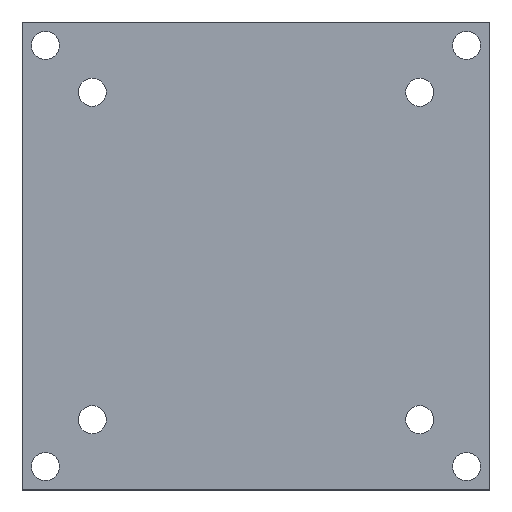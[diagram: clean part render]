
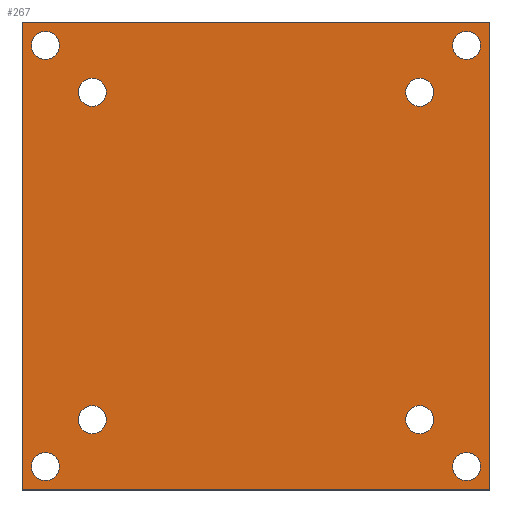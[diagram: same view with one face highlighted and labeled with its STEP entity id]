
A CAD part, top view. The second image highlights one B-rep face of the part: STEP entity #267.
In plain terms, the highlighted planar face has unit normal (0, 0, 1).
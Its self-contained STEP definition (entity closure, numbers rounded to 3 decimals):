
#19=LINE('',#423,#31);
#22=LINE('',#429,#34);
#25=LINE('',#435,#37);
#28=LINE('',#439,#40);
#31=VECTOR('',#355,50.);
#34=VECTOR('',#360,50.);
#37=VECTOR('',#365,50.);
#40=VECTOR('',#370,50.);
#45=PLANE('',#299);
#55=FACE_BOUND('',#106,.T.);
#56=FACE_BOUND('',#107,.T.);
#57=FACE_BOUND('',#108,.T.);
#58=FACE_BOUND('',#109,.T.);
#59=FACE_BOUND('',#110,.T.);
#60=FACE_BOUND('',#111,.T.);
#61=FACE_BOUND('',#112,.T.);
#62=FACE_BOUND('',#113,.T.);
#83=FACE_OUTER_BOUND('',#105,.T.);
#105=EDGE_LOOP('',(#223,#224,#225,#226));
#106=EDGE_LOOP('',(#227));
#107=EDGE_LOOP('',(#228));
#108=EDGE_LOOP('',(#229));
#109=EDGE_LOOP('',(#230));
#110=EDGE_LOOP('',(#231));
#111=EDGE_LOOP('',(#232));
#112=EDGE_LOOP('',(#233));
#113=EDGE_LOOP('',(#234));
#123=CIRCLE('',#272,1.5);
#125=CIRCLE('',#275,1.5);
#127=CIRCLE('',#278,1.5);
#129=CIRCLE('',#281,1.5);
#131=CIRCLE('',#284,1.5);
#133=CIRCLE('',#287,1.5);
#135=CIRCLE('',#290,1.5);
#137=CIRCLE('',#293,1.5);
#139=VERTEX_POINT('',#377);
#141=VERTEX_POINT('',#382);
#143=VERTEX_POINT('',#387);
#145=VERTEX_POINT('',#392);
#147=VERTEX_POINT('',#397);
#149=VERTEX_POINT('',#402);
#151=VERTEX_POINT('',#407);
#153=VERTEX_POINT('',#412);
#157=VERTEX_POINT('',#420);
#158=VERTEX_POINT('',#422);
#160=VERTEX_POINT('',#428);
#162=VERTEX_POINT('',#434);
#163=EDGE_CURVE('',#139,#139,#123,.T.);
#165=EDGE_CURVE('',#141,#141,#125,.T.);
#167=EDGE_CURVE('',#143,#143,#127,.T.);
#169=EDGE_CURVE('',#145,#145,#129,.T.);
#171=EDGE_CURVE('',#147,#147,#131,.T.);
#173=EDGE_CURVE('',#149,#149,#133,.T.);
#175=EDGE_CURVE('',#151,#151,#135,.T.);
#177=EDGE_CURVE('',#153,#153,#137,.T.);
#181=EDGE_CURVE('',#158,#157,#19,.T.);
#184=EDGE_CURVE('',#160,#158,#22,.T.);
#187=EDGE_CURVE('',#162,#160,#25,.T.);
#190=EDGE_CURVE('',#157,#162,#28,.T.);
#223=ORIENTED_EDGE('',*,*,#190,.T.);
#224=ORIENTED_EDGE('',*,*,#187,.T.);
#225=ORIENTED_EDGE('',*,*,#184,.T.);
#226=ORIENTED_EDGE('',*,*,#181,.T.);
#227=ORIENTED_EDGE('',*,*,#163,.T.);
#228=ORIENTED_EDGE('',*,*,#165,.T.);
#229=ORIENTED_EDGE('',*,*,#167,.T.);
#230=ORIENTED_EDGE('',*,*,#169,.T.);
#231=ORIENTED_EDGE('',*,*,#171,.T.);
#232=ORIENTED_EDGE('',*,*,#173,.T.);
#233=ORIENTED_EDGE('',*,*,#175,.T.);
#234=ORIENTED_EDGE('',*,*,#177,.T.);
#267=ADVANCED_FACE('',(#83,#55,#56,#57,#58,#59,#60,#61,#62),#45,.T.);
#272=AXIS2_PLACEMENT_3D('',#378,#305,#306);
#275=AXIS2_PLACEMENT_3D('',#383,#311,#312);
#278=AXIS2_PLACEMENT_3D('',#388,#317,#318);
#281=AXIS2_PLACEMENT_3D('',#393,#323,#324);
#284=AXIS2_PLACEMENT_3D('',#398,#329,#330);
#287=AXIS2_PLACEMENT_3D('',#403,#335,#336);
#290=AXIS2_PLACEMENT_3D('',#408,#341,#342);
#293=AXIS2_PLACEMENT_3D('',#413,#347,#348);
#299=AXIS2_PLACEMENT_3D('',#440,#371,#372);
#305=DIRECTION('center_axis',(0.,0.,-1.));
#306=DIRECTION('ref_axis',(-1.,0.,0.));
#311=DIRECTION('center_axis',(0.,0.,-1.));
#312=DIRECTION('ref_axis',(-1.,0.,0.));
#317=DIRECTION('center_axis',(0.,0.,-1.));
#318=DIRECTION('ref_axis',(-1.,0.,0.));
#323=DIRECTION('center_axis',(0.,0.,-1.));
#324=DIRECTION('ref_axis',(-1.,0.,0.));
#329=DIRECTION('center_axis',(0.,0.,-1.));
#330=DIRECTION('ref_axis',(-1.,0.,0.));
#335=DIRECTION('center_axis',(0.,0.,-1.));
#336=DIRECTION('ref_axis',(-1.,0.,0.));
#341=DIRECTION('center_axis',(0.,0.,-1.));
#342=DIRECTION('ref_axis',(-1.,0.,0.));
#347=DIRECTION('center_axis',(0.,0.,-1.));
#348=DIRECTION('ref_axis',(-1.,0.,0.));
#355=DIRECTION('',(0.,-1.,0.));
#360=DIRECTION('',(-1.,0.,0.));
#365=DIRECTION('',(0.,1.,0.));
#370=DIRECTION('',(1.,0.,0.));
#371=DIRECTION('center_axis',(0.,0.,1.));
#372=DIRECTION('ref_axis',(1.,0.,0.));
#377=CARTESIAN_POINT('',(-16.,17.5,2.));
#378=CARTESIAN_POINT('Origin',(-17.5,17.5,2.));
#382=CARTESIAN_POINT('',(24.,22.5,2.));
#383=CARTESIAN_POINT('Origin',(22.5,22.5,2.));
#387=CARTESIAN_POINT('',(19.,17.5,2.));
#388=CARTESIAN_POINT('Origin',(17.5,17.5,2.));
#392=CARTESIAN_POINT('',(19.,-17.5,2.));
#393=CARTESIAN_POINT('Origin',(17.5,-17.5,2.));
#397=CARTESIAN_POINT('',(24.,-22.5,2.));
#398=CARTESIAN_POINT('Origin',(22.5,-22.5,2.));
#402=CARTESIAN_POINT('',(-21.,-22.5,2.));
#403=CARTESIAN_POINT('Origin',(-22.5,-22.5,2.));
#407=CARTESIAN_POINT('',(-16.,-17.5,2.));
#408=CARTESIAN_POINT('Origin',(-17.5,-17.5,2.));
#412=CARTESIAN_POINT('',(-21.,22.5,2.));
#413=CARTESIAN_POINT('Origin',(-22.5,22.5,2.));
#420=CARTESIAN_POINT('',(-25.,-25.,2.));
#422=CARTESIAN_POINT('',(-25.,25.,2.));
#423=CARTESIAN_POINT('',(-25.,25.,2.));
#428=CARTESIAN_POINT('',(25.,25.,2.));
#429=CARTESIAN_POINT('',(25.,25.,2.));
#434=CARTESIAN_POINT('',(25.,-25.,2.));
#435=CARTESIAN_POINT('',(25.,-25.,2.));
#439=CARTESIAN_POINT('',(-25.,-25.,2.));
#440=CARTESIAN_POINT('Origin',(0.,0.,2.));
